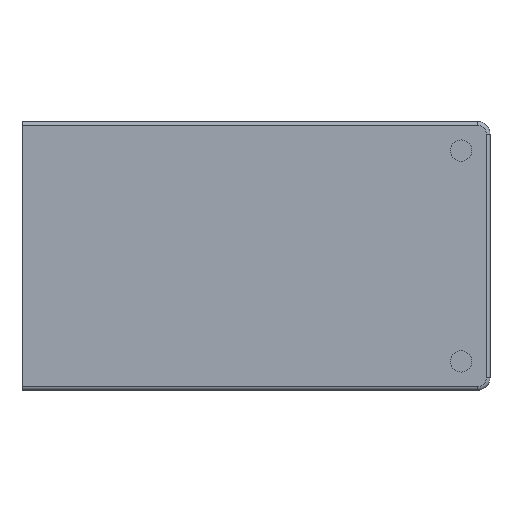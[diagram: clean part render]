
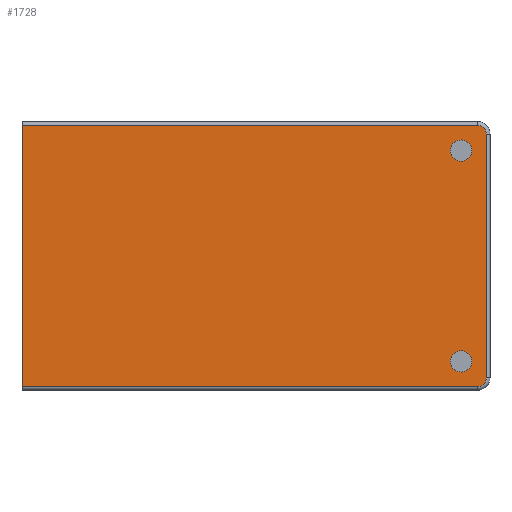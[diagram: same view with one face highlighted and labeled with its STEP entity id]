
A CAD part, front view. The second image highlights one B-rep face of the part: STEP entity #1728.
In plain terms, the highlighted planar face has unit normal (0, -1, 0).
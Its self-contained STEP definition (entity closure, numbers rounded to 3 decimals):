
#14 = VERTEX_POINT ( 'NONE', #830 ) ;
#69 = VECTOR ( 'NONE', #414, 1000. ) ;
#93 = CARTESIAN_POINT ( 'NONE',  ( 185.975, 0., 0. ) ) ;
#96 = AXIS2_PLACEMENT_3D ( 'NONE', #2359, #996, #1625 ) ;
#99 = EDGE_CURVE ( 'NONE', #1584, #2631, #2690, .T. ) ;
#133 = CARTESIAN_POINT ( 'NONE',  ( 360.45, 0., -99.5 ) ) ;
#174 = AXIS2_PLACEMENT_3D ( 'NONE', #2088, #1400, #1602 ) ;
#216 = VECTOR ( 'NONE', #2006, 1000. ) ;
#221 = VERTEX_POINT ( 'NONE', #1379 ) ;
#230 = EDGE_CURVE ( 'NONE', #1146, #2075, #1175, .T. ) ;
#267 = VERTEX_POINT ( 'NONE', #2563 ) ;
#282 = DIRECTION ( 'NONE',  ( 0., 0., 1. ) ) ;
#383 = VERTEX_POINT ( 'NONE', #2156 ) ;
#414 = DIRECTION ( 'NONE',  ( 0., 0., 1. ) ) ;
#446 = LINE ( 'NONE', #629, #216 ) ;
#484 = VECTOR ( 'NONE', #1477, 1000. ) ;
#606 = CIRCLE ( 'NONE', #96, 3.5 ) ;
#607 = EDGE_LOOP ( 'NONE', ( #946, #1756, #652, #2321, #1126, #1879 ) ) ;
#620 = ORIENTED_EDGE ( 'NONE', *, *, #1647, .F. ) ;
#627 = CARTESIAN_POINT ( 'NONE',  ( 370.45, 0., 0. ) ) ;
#629 = CARTESIAN_POINT ( 'NONE',  ( 0., 0., -1.5 ) ) ;
#652 = ORIENTED_EDGE ( 'NONE', *, *, #1869, .T. ) ;
#684 = EDGE_LOOP ( 'NONE', ( #620, #2329 ) ) ;
#685 = EDGE_CURVE ( 'NONE', #383, #267, #446, .T. ) ;
#686 = DIRECTION ( 'NONE',  ( 0., -1., 0. ) ) ;
#753 = CARTESIAN_POINT ( 'NONE',  ( 185.975, 0., -105.25 ) ) ;
#770 = DIRECTION ( 'NONE',  ( 0., -1., 0. ) ) ;
#792 = LINE ( 'NONE', #93, #484 ) ;
#803 = CARTESIAN_POINT ( 'NONE',  ( 366.95, 0., -105.25 ) ) ;
#830 = CARTESIAN_POINT ( 'NONE',  ( 360.45, 0., -15.75 ) ) ;
#930 = CARTESIAN_POINT ( 'NONE',  ( 366.95, 0., -101.75 ) ) ;
#946 = ORIENTED_EDGE ( 'NONE', *, *, #2367, .F. ) ;
#948 = CARTESIAN_POINT ( 'NONE',  ( 360.45, 0., -95.25 ) ) ;
#983 = DIRECTION ( 'NONE',  ( 0., 0., 1. ) ) ;
#996 = DIRECTION ( 'NONE',  ( 0., -1., 0. ) ) ;
#1037 = AXIS2_PLACEMENT_3D ( 'NONE', #948, #770, #1855 ) ;
#1040 = CARTESIAN_POINT ( 'NONE',  ( 370.45, 0., -101.75 ) ) ;
#1088 = VERTEX_POINT ( 'NONE', #753 ) ;
#1126 = ORIENTED_EDGE ( 'NONE', *, *, #2779, .T. ) ;
#1146 = VERTEX_POINT ( 'NONE', #133 ) ;
#1175 = CIRCLE ( 'NONE', #2428, 4.25 ) ;
#1178 = AXIS2_PLACEMENT_3D ( 'NONE', #2530, #1813, #282 ) ;
#1379 = CARTESIAN_POINT ( 'NONE',  ( 360.45, 0., -7.25 ) ) ;
#1386 = VERTEX_POINT ( 'NONE', #803 ) ;
#1400 = DIRECTION ( 'NONE',  ( 0., -1., 0. ) ) ;
#1477 = DIRECTION ( 'NONE',  ( 0., 0., 1. ) ) ;
#1584 = VERTEX_POINT ( 'NONE', #1040 ) ;
#1602 = DIRECTION ( 'NONE',  ( 0., 0., -1. ) ) ;
#1625 = DIRECTION ( 'NONE',  ( 0., 0., 1. ) ) ;
#1647 = EDGE_CURVE ( 'NONE', #14, #221, #2515, .T. ) ;
#1686 = DIRECTION ( 'NONE',  ( 1., 0., 0. ) ) ;
#1716 = CARTESIAN_POINT ( 'NONE',  ( 360.45, 0., -11.5 ) ) ;
#1728 = ADVANCED_FACE ( 'NONE', ( #2285, #2050, #2036 ), #2952, .F. ) ;
#1733 = CARTESIAN_POINT ( 'NONE',  ( 360.45, 0., -91. ) ) ;
#1755 = DIRECTION ( 'NONE',  ( 0., 0., -1. ) ) ;
#1756 = ORIENTED_EDGE ( 'NONE', *, *, #2650, .T. ) ;
#1813 = DIRECTION ( 'NONE',  ( 0., 1., 0. ) ) ;
#1820 = DIRECTION ( 'NONE',  ( 0., -1., 0. ) ) ;
#1855 = DIRECTION ( 'NONE',  ( 0., 0., -1. ) ) ;
#1869 = EDGE_CURVE ( 'NONE', #1386, #1584, #2629, .T. ) ;
#1870 = CARTESIAN_POINT ( 'NONE',  ( 366.95, 0., -105.25 ) ) ;
#1879 = ORIENTED_EDGE ( 'NONE', *, *, #685, .T. ) ;
#1903 = EDGE_LOOP ( 'NONE', ( #2473, #2098 ) ) ;
#1915 = LINE ( 'NONE', #1870, #2720 ) ;
#1923 = AXIS2_PLACEMENT_3D ( 'NONE', #1716, #2196, #1755 ) ;
#1985 = EDGE_CURVE ( 'NONE', #2075, #1146, #2339, .T. ) ;
#2006 = DIRECTION ( 'NONE',  ( -1., 0., 0. ) ) ;
#2036 = FACE_OUTER_BOUND ( 'NONE', #607, .T. ) ;
#2050 = FACE_BOUND ( 'NONE', #1903, .T. ) ;
#2061 = CIRCLE ( 'NONE', #1923, 4.25 ) ;
#2075 = VERTEX_POINT ( 'NONE', #1733 ) ;
#2088 = CARTESIAN_POINT ( 'NONE',  ( 360.45, 0., -11.5 ) ) ;
#2098 = ORIENTED_EDGE ( 'NONE', *, *, #1985, .F. ) ;
#2156 = CARTESIAN_POINT ( 'NONE',  ( 366.95, 0., -1.5 ) ) ;
#2196 = DIRECTION ( 'NONE',  ( 0., -1., 0. ) ) ;
#2285 = FACE_BOUND ( 'NONE', #684, .T. ) ;
#2297 = DIRECTION ( 'NONE',  ( 0., 0., -1. ) ) ;
#2321 = ORIENTED_EDGE ( 'NONE', *, *, #99, .T. ) ;
#2329 = ORIENTED_EDGE ( 'NONE', *, *, #2903, .F. ) ;
#2339 = CIRCLE ( 'NONE', #1037, 4.25 ) ;
#2359 = CARTESIAN_POINT ( 'NONE',  ( 366.95, 0., -5. ) ) ;
#2367 = EDGE_CURVE ( 'NONE', #1088, #267, #792, .T. ) ;
#2428 = AXIS2_PLACEMENT_3D ( 'NONE', #2526, #686, #2297 ) ;
#2472 = AXIS2_PLACEMENT_3D ( 'NONE', #930, #1820, #983 ) ;
#2473 = ORIENTED_EDGE ( 'NONE', *, *, #230, .F. ) ;
#2515 = CIRCLE ( 'NONE', #174, 4.25 ) ;
#2526 = CARTESIAN_POINT ( 'NONE',  ( 360.45, 0., -95.25 ) ) ;
#2530 = CARTESIAN_POINT ( 'NONE',  ( 0., 0., 0. ) ) ;
#2563 = CARTESIAN_POINT ( 'NONE',  ( 185.975, 0., -1.5 ) ) ;
#2583 = CARTESIAN_POINT ( 'NONE',  ( 370.45, 0., -5. ) ) ;
#2629 = CIRCLE ( 'NONE', #2472, 3.5 ) ;
#2631 = VERTEX_POINT ( 'NONE', #2583 ) ;
#2650 = EDGE_CURVE ( 'NONE', #1088, #1386, #1915, .T. ) ;
#2690 = LINE ( 'NONE', #627, #69 ) ;
#2720 = VECTOR ( 'NONE', #1686, 1000. ) ;
#2779 = EDGE_CURVE ( 'NONE', #2631, #383, #606, .T. ) ;
#2903 = EDGE_CURVE ( 'NONE', #221, #14, #2061, .T. ) ;
#2952 = PLANE ( 'NONE',  #1178 ) ;
